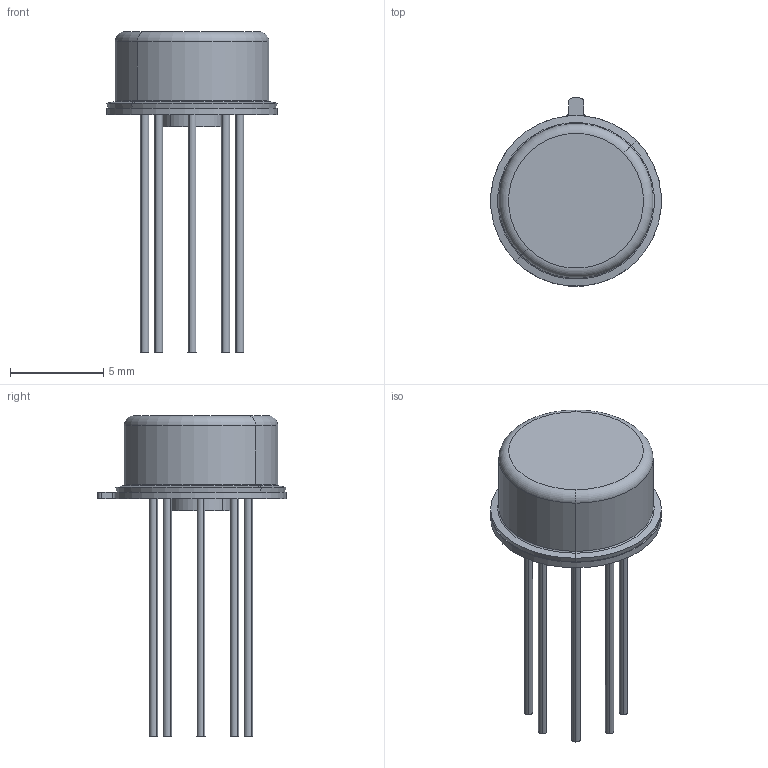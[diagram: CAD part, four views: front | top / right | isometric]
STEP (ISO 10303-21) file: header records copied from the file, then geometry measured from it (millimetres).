
FILE_DESCRIPTION((''),'2;1');
FILE_NAME('LMC0008A_ASM','2016-08-24T',('a0412086'),(''),'CREO PARAMETRIC BY PTC INC, 2016050','CREO PARAMETRIC BY PTC INC, 2016050','');
FILE_SCHEMA(('AUTOMOTIVE_DESIGN { 1 0 10303 214 1 1 1 1 }'));
Length unit declared in the file: millimetre
Products named in the file (13): MTCAN_LMC0008A_AF0; PIN_LMC0008A_AF0; PIN_LMC0008A_AF1; PIN_LMC0008A_AF2; PIN_LMC0008A_AF3; PIN_LMC0008A_AF4; PIN_LMC0008A_AF5; PIN_LMC0008A_AF6; PIN_LMC0008A_AF7; CANCOVER_LMC0008A_AF0; CER_STANDOFF_LMC0008A; GLASS_LMC0008A_AF0; LMC0008A_ASM
Assembly tree (12 placements, depth 2):
  LMC0008A_ASM
    MTCAN_LMC0008A_AF0
    PIN_LMC0008A_AF0
    PIN_LMC0008A_AF1
    PIN_LMC0008A_AF2
    PIN_LMC0008A_AF3
    PIN_LMC0008A_AF4
    PIN_LMC0008A_AF5
    PIN_LMC0008A_AF6
    PIN_LMC0008A_AF7
    CANCOVER_LMC0008A_AF0
    CER_STANDOFF_LMC0008A
    GLASS_LMC0008A_AF0
Bounding box: 9.12 x 10.07 x 17.14 mm (x, y, z)
Volume: 77.5 mm3; surface area: 647.4 mm2
Topology: 12 solids, 12 shells, 107 faces, 246 edges, 164 vertices
Faces by surface type: cylinder 45, plane 28, bspline 16, torus 12, cone 6
Entity records: 6140 total; most frequent: CARTESIAN_POINT 1061, DIRECTION 644, ORIENTED_EDGE 492, AXIS2_PLACEMENT_3D 284, PROPERTY_DEFINITION 262, PRESENTATION_STYLE_ASSIGNMENT 258, STYLED_ITEM 258, CURVE_STYLE 246
